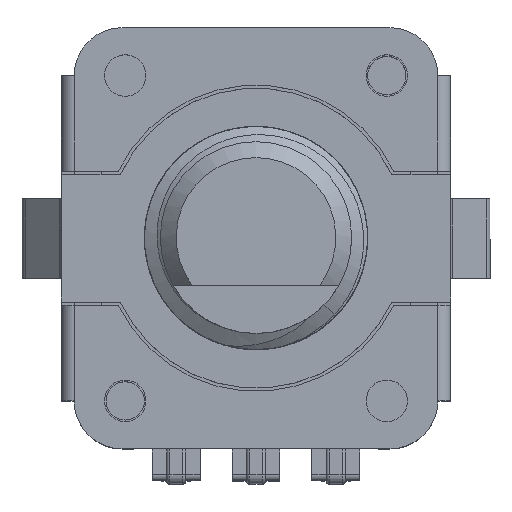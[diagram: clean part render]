
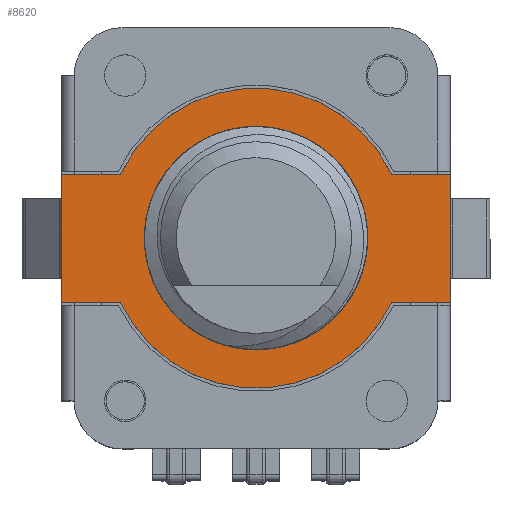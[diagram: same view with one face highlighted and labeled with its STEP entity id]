
A CAD part, top view. The second image highlights one B-rep face of the part: STEP entity #8620.
In plain terms, the highlighted face is planar.
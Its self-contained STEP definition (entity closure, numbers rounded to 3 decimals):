
#66=FACE_BOUND('',#927,.T.);
#67=FACE_BOUND('',#928,.T.);
#107=B_SPLINE_CURVE_WITH_KNOTS('',3,(#12972,#12973,#12974,#12975,#12976,
#12977,#12978,#12979,#12980,#12981,#12982,#12983,#12984,#12985,#12986,#12987,
#12988,#12989),.UNSPECIFIED.,.F.,.F.,(4,2,2,2,2,2,2,2,4),(-1.631,
-1.374,-1.144,-0.897,-0.658,
-0.464,-0.287,-0.136,-0.005),
 .UNSPECIFIED.);
#111=B_SPLINE_CURVE_WITH_KNOTS('',3,(#13123,#13124,#13125,#13126,#13127,
#13128,#13129,#13130,#13131,#13132,#13133,#13134,#13135,#13136,#13137,#13138,
#13139,#13140),.UNSPECIFIED.,.F.,.F.,(4,2,2,2,2,2,2,2,4),(-1.701,
-1.413,-1.188,-0.921,-0.623,
-0.417,-0.249,-0.116,0.),
 .UNSPECIFIED.);
#443=FACE_OUTER_BOUND('',#926,.T.);
#926=EDGE_LOOP('',(#6267,#6268,#6269,#6270,#6271,#6272,#6273,#6274));
#927=EDGE_LOOP('',(#6275));
#928=EDGE_LOOP('',(#6276,#6277,#6278));
#1563=LINE('',#13107,#2554);
#1564=LINE('',#13111,#2555);
#1565=LINE('',#13113,#2556);
#1566=LINE('',#13115,#2557);
#1567=LINE('',#13119,#2558);
#1568=LINE('',#13120,#2559);
#2554=VECTOR('',#10406,1.847);
#2555=VECTOR('',#10409,1.847);
#2556=VECTOR('',#10410,4.);
#2557=VECTOR('',#10411,1.847);
#2558=VECTOR('',#10414,1.847);
#2559=VECTOR('',#10415,4.);
#3390=CIRCLE('',#9211,3.5);
#3391=CIRCLE('',#9213,4.7);
#3392=CIRCLE('',#9214,4.7);
#3393=CIRCLE('',#9215,2.25);
#3740=VERTEX_POINT('',#12970);
#3741=VERTEX_POINT('',#12971);
#3747=VERTEX_POINT('',#13101);
#3748=VERTEX_POINT('',#13105);
#3749=VERTEX_POINT('',#13106);
#3750=VERTEX_POINT('',#13108);
#3751=VERTEX_POINT('',#13110);
#3752=VERTEX_POINT('',#13112);
#3753=VERTEX_POINT('',#13114);
#3754=VERTEX_POINT('',#13116);
#3755=VERTEX_POINT('',#13118);
#3756=VERTEX_POINT('',#13121);
#4688=EDGE_CURVE('',#3740,#3741,#107,.T.);
#4697=EDGE_CURVE('',#3741,#3747,#3390,.T.);
#4698=EDGE_CURVE('',#3748,#3749,#1563,.T.);
#4699=EDGE_CURVE('',#3749,#3750,#3391,.T.);
#4700=EDGE_CURVE('',#3751,#3750,#1564,.T.);
#4701=EDGE_CURVE('',#3752,#3751,#1565,.T.);
#4702=EDGE_CURVE('',#3753,#3752,#1566,.T.);
#4703=EDGE_CURVE('',#3753,#3754,#3392,.T.);
#4704=EDGE_CURVE('',#3755,#3754,#1567,.T.);
#4705=EDGE_CURVE('',#3748,#3755,#1568,.T.);
#4706=EDGE_CURVE('',#3756,#3756,#3393,.T.);
#4707=EDGE_CURVE('',#3747,#3740,#111,.T.);
#6267=ORIENTED_EDGE('',*,*,#4698,.T.);
#6268=ORIENTED_EDGE('',*,*,#4699,.T.);
#6269=ORIENTED_EDGE('',*,*,#4700,.F.);
#6270=ORIENTED_EDGE('',*,*,#4701,.F.);
#6271=ORIENTED_EDGE('',*,*,#4702,.F.);
#6272=ORIENTED_EDGE('',*,*,#4703,.T.);
#6273=ORIENTED_EDGE('',*,*,#4704,.F.);
#6274=ORIENTED_EDGE('',*,*,#4705,.F.);
#6275=ORIENTED_EDGE('',*,*,#4706,.T.);
#6276=ORIENTED_EDGE('',*,*,#4697,.T.);
#6277=ORIENTED_EDGE('',*,*,#4707,.T.);
#6278=ORIENTED_EDGE('',*,*,#4688,.T.);
#8213=PLANE('',#9212);
#8620=ADVANCED_FACE('',(#443,#66,#67),#8213,.T.);
#9211=AXIS2_PLACEMENT_3D('',#13103,#10402,#10403);
#9212=AXIS2_PLACEMENT_3D('',#13104,#10404,#10405);
#9213=AXIS2_PLACEMENT_3D('',#13109,#10407,#10408);
#9214=AXIS2_PLACEMENT_3D('',#13117,#10412,#10413);
#9215=AXIS2_PLACEMENT_3D('',#13122,#10416,#10417);
#10402=DIRECTION('center_axis',(0.,-1.,0.));
#10403=DIRECTION('ref_axis',(0.105,0.,0.995));
#10404=DIRECTION('center_axis',(0.,1.,0.));
#10405=DIRECTION('ref_axis',(0.,0.,1.));
#10406=DIRECTION('',(-1.,0.,0.));
#10407=DIRECTION('center_axis',(0.,1.,0.));
#10408=DIRECTION('ref_axis',(0.905,0.,-0.426));
#10409=DIRECTION('',(1.,0.,0.));
#10410=DIRECTION('',(0.,0.,-1.));
#10411=DIRECTION('',(-1.,0.,0.));
#10412=DIRECTION('center_axis',(0.,1.,0.));
#10413=DIRECTION('ref_axis',(-0.905,0.,0.426));
#10414=DIRECTION('',(-1.,0.,0.));
#10415=DIRECTION('',(0.,0.,1.));
#10416=DIRECTION('center_axis',(0.,-1.,0.));
#10417=DIRECTION('ref_axis',(1.,0.,0.));
#12970=CARTESIAN_POINT('',(0.894,1.1,2.75));
#12971=CARTESIAN_POINT('',(-0.366,1.099,-3.481));
#12972=CARTESIAN_POINT('Ctrl Pts',(0.894,1.1,2.75));
#12973=CARTESIAN_POINT('Ctrl Pts',(1.152,1.1,2.687));
#12974=CARTESIAN_POINT('Ctrl Pts',(1.441,1.1,2.58));
#12975=CARTESIAN_POINT('Ctrl Pts',(2.,1.1,2.23));
#12976=CARTESIAN_POINT('Ctrl Pts',(2.238,1.1,2.021));
#12977=CARTESIAN_POINT('Ctrl Pts',(2.654,1.1,1.527));
#12978=CARTESIAN_POINT('Ctrl Pts',(2.862,1.1,1.196));
#12979=CARTESIAN_POINT('Ctrl Pts',(3.13,1.1,0.396));
#12980=CARTESIAN_POINT('Ctrl Pts',(3.179,1.1,-0.025));
#12981=CARTESIAN_POINT('Ctrl Pts',(3.125,1.1,-0.777));
#12982=CARTESIAN_POINT('Ctrl Pts',(3.044,1.1,-1.185));
#12983=CARTESIAN_POINT('Ctrl Pts',(2.641,1.1,-2.005));
#12984=CARTESIAN_POINT('Ctrl Pts',(2.368,1.1,-2.356));
#12985=CARTESIAN_POINT('Ctrl Pts',(1.762,1.1,-2.889));
#12986=CARTESIAN_POINT('Ctrl Pts',(1.397,1.1,-3.132));
#12987=CARTESIAN_POINT('Ctrl Pts',(0.509,1.1,-3.436));
#12988=CARTESIAN_POINT('Ctrl Pts',(0.069,1.1,-3.497));
#12989=CARTESIAN_POINT('Ctrl Pts',(-0.366,1.1,-3.479));
#13101=CARTESIAN_POINT('',(-1.75,1.101,-3.031));
#13103=CARTESIAN_POINT('Origin',(0.,1.1,0.));
#13104=CARTESIAN_POINT('Origin',(0.,1.1,0.));
#13105=CARTESIAN_POINT('',(6.1,1.1,-2.));
#13106=CARTESIAN_POINT('',(4.253,1.1,-2.));
#13107=CARTESIAN_POINT('',(6.1,1.1,-2.));
#13108=CARTESIAN_POINT('',(-4.253,1.1,-2.));
#13109=CARTESIAN_POINT('Origin',(0.,1.1,0.));
#13110=CARTESIAN_POINT('',(-6.1,1.1,-2.));
#13111=CARTESIAN_POINT('',(-6.1,1.1,-2.));
#13112=CARTESIAN_POINT('',(-6.1,1.1,2.));
#13113=CARTESIAN_POINT('',(-6.1,1.1,2.));
#13114=CARTESIAN_POINT('',(-4.253,1.1,2.));
#13115=CARTESIAN_POINT('',(-4.253,1.1,2.));
#13116=CARTESIAN_POINT('',(4.253,1.1,2.));
#13117=CARTESIAN_POINT('Origin',(0.,1.1,0.));
#13118=CARTESIAN_POINT('',(6.1,1.1,2.));
#13119=CARTESIAN_POINT('',(6.1,1.1,2.));
#13120=CARTESIAN_POINT('',(6.1,1.1,-2.));
#13121=CARTESIAN_POINT('',(-2.25,1.1,0.));
#13122=CARTESIAN_POINT('Origin',(0.,1.1,0.));
#13123=CARTESIAN_POINT('Ctrl Pts',(-1.749,1.1,-3.029));
#13124=CARTESIAN_POINT('Ctrl Pts',(-1.963,1.1,-2.889));
#13125=CARTESIAN_POINT('Ctrl Pts',(-2.261,1.1,-2.662));
#13126=CARTESIAN_POINT('Ctrl Pts',(-2.76,1.1,-2.04));
#13127=CARTESIAN_POINT('Ctrl Pts',(-2.937,1.1,-1.731));
#13128=CARTESIAN_POINT('Ctrl Pts',(-3.212,1.1,-1.017));
#13129=CARTESIAN_POINT('Ctrl Pts',(-3.292,1.1,-0.603));
#13130=CARTESIAN_POINT('Ctrl Pts',(-3.288,1.1,0.275));
#13131=CARTESIAN_POINT('Ctrl Pts',(-3.184,1.1,0.704));
#13132=CARTESIAN_POINT('Ctrl Pts',(-2.918,1.1,1.325));
#13133=CARTESIAN_POINT('Ctrl Pts',(-2.723,1.1,1.698));
#13134=CARTESIAN_POINT('Ctrl Pts',(-2.08,1.1,2.345));
#13135=CARTESIAN_POINT('Ctrl Pts',(-1.733,1.1,2.577));
#13136=CARTESIAN_POINT('Ctrl Pts',(-1.056,1.1,2.858));
#13137=CARTESIAN_POINT('Ctrl Pts',(-0.68,1.1,
2.962));
#13138=CARTESIAN_POINT('Ctrl Pts',(0.149,1.1,2.968));
#13139=CARTESIAN_POINT('Ctrl Pts',(0.536,1.1,2.894));
#13140=CARTESIAN_POINT('Ctrl Pts',(0.894,1.1,2.75));
